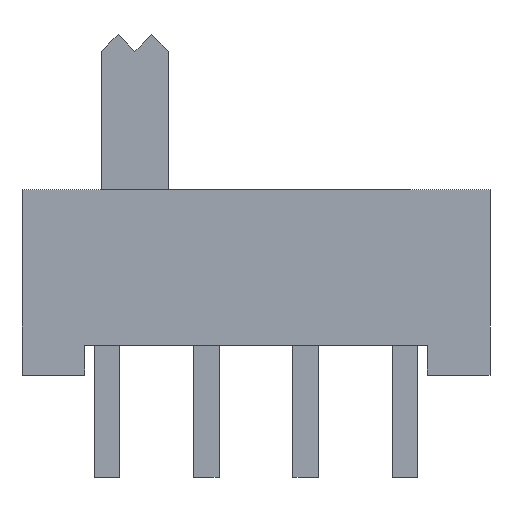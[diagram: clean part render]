
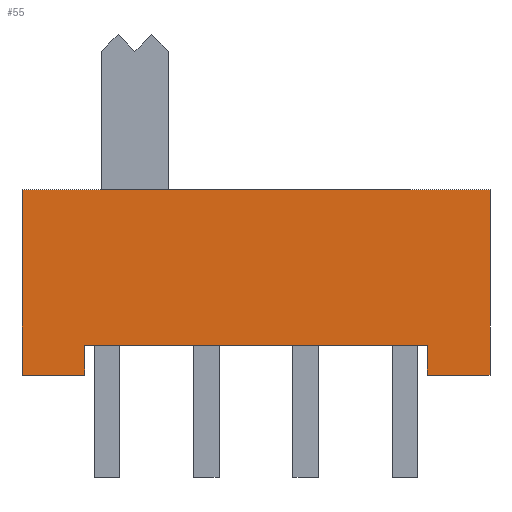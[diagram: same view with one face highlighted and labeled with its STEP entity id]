
A CAD part, front view. The second image highlights one B-rep face of the part: STEP entity #55.
In plain terms, the highlighted planar face has unit normal (0, -1, 0).
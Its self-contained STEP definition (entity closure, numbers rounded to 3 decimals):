
#55=ADVANCED_FACE('',(#124),#125,.T.);
#124=FACE_OUTER_BOUND('',#237,.T.);
#125=PLANE('',#238);
#237=EDGE_LOOP('',(#424,#425,#426,#427,#428,#429,#430,#431));
#238=AXIS2_PLACEMENT_3D('',#432,#433,#434);
#424=ORIENTED_EDGE('',*,*,#827,.F.);
#425=ORIENTED_EDGE('',*,*,#823,.T.);
#426=ORIENTED_EDGE('',*,*,#828,.F.);
#427=ORIENTED_EDGE('',*,*,#767,.F.);
#428=ORIENTED_EDGE('',*,*,#779,.T.);
#429=ORIENTED_EDGE('',*,*,#813,.T.);
#430=ORIENTED_EDGE('',*,*,#826,.T.);
#431=ORIENTED_EDGE('',*,*,#792,.T.);
#432=CARTESIAN_POINT('',(-0.298,-0.116,0.0));
#433=DIRECTION('',(0.0,-1.0,0.0));
#434=DIRECTION('',(0.0,0.0,-1.0));
#767=EDGE_CURVE('',#906,#907,#908,.T.);
#779=EDGE_CURVE('',#906,#929,#931,.T.);
#792=EDGE_CURVE('',#955,#953,#956,.T.);
#813=EDGE_CURVE('',#929,#995,#996,.T.);
#823=EDGE_CURVE('',#1014,#1011,#1015,.T.);
#826=EDGE_CURVE('',#995,#955,#1019,.T.);
#827=EDGE_CURVE('',#1014,#953,#1020,.T.);
#828=EDGE_CURVE('',#907,#1011,#1021,.T.);
#906=VERTEX_POINT('',#1137);
#907=VERTEX_POINT('',#1138);
#908=LINE('',#1139,#1140);
#929=VERTEX_POINT('',#1175);
#931=LINE('',#1178,#1179);
#953=VERTEX_POINT('',#1212);
#955=VERTEX_POINT('',#1215);
#956=LINE('',#1216,#1217);
#995=VERTEX_POINT('',#1276);
#996=LINE('',#1277,#1278);
#1011=VERTEX_POINT('',#1301);
#1014=VERTEX_POINT('',#1305);
#1015=LINE('',#1306,#1307);
#1019=LINE('',#1313,#1314);
#1020=LINE('',#1315,#1316);
#1021=LINE('',#1317,#1318);
#1137=CARTESIAN_POINT('',(-0.298,-0.116,0.0));
#1138=CARTESIAN_POINT('',(0.298,-0.116,0.0));
#1139=CARTESIAN_POINT('',(-0.298,-0.116,0.0));
#1140=VECTOR('',#1511,0.595);
#1175=CARTESIAN_POINT('',(-0.298,-0.116,-0.236));
#1178=CARTESIAN_POINT('',(-0.298,-0.116,0.0));
#1179=VECTOR('',#1521,0.236);
#1212=CARTESIAN_POINT('',(0.218,-0.116,-0.198));
#1215=CARTESIAN_POINT('',(-0.218,-0.116,-0.198));
#1216=CARTESIAN_POINT('',(-0.218,-0.116,-0.198));
#1217=VECTOR('',#1534,0.435);
#1276=CARTESIAN_POINT('',(-0.218,-0.116,-0.236));
#1277=CARTESIAN_POINT('',(-0.298,-0.116,-0.236));
#1278=VECTOR('',#1555,0.08);
#1301=CARTESIAN_POINT('',(0.298,-0.116,-0.236));
#1305=CARTESIAN_POINT('',(0.218,-0.116,-0.236));
#1306=CARTESIAN_POINT('',(0.218,-0.116,-0.236));
#1307=VECTOR('',#1565,0.08);
#1313=CARTESIAN_POINT('',(-0.218,-0.116,-0.236));
#1314=VECTOR('',#1568,0.038);
#1315=CARTESIAN_POINT('',(0.218,-0.116,-0.236));
#1316=VECTOR('',#1569,0.038);
#1317=CARTESIAN_POINT('',(0.298,-0.116,0.0));
#1318=VECTOR('',#1570,0.236);
#1511=DIRECTION('',(1.0,0.0,0.0));
#1521=DIRECTION('',(0.0,0.0,-1.0));
#1534=DIRECTION('',(1.0,0.0,0.0));
#1555=DIRECTION('',(1.0,0.0,0.0));
#1565=DIRECTION('',(1.0,0.0,0.0));
#1568=DIRECTION('',(0.0,0.0,1.0));
#1569=DIRECTION('',(0.0,0.0,1.0));
#1570=DIRECTION('',(0.0,0.0,-1.0));
